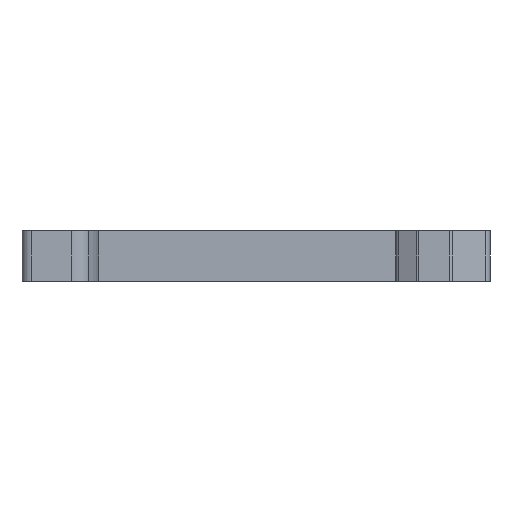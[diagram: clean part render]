
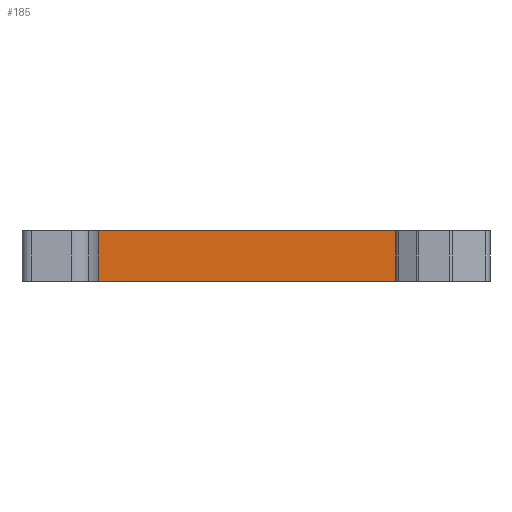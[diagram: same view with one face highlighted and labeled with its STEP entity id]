
A CAD part, front view. The second image highlights one B-rep face of the part: STEP entity #185.
In plain terms, the highlighted planar face has unit normal (0, -1, 0).
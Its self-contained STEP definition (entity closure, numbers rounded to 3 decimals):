
#119=PLANE('',#1746);
#185=ADVANCED_FACE('',(#297),#119,.T.);
#297=FACE_OUTER_BOUND('',#375,.T.);
#375=EDGE_LOOP('',(#1055,#1056,#1057,#1058));
#464=LINE('',#2400,#624);
#506=LINE('',#2535,#666);
#528=LINE('',#2600,#688);
#543=LINE('',#2635,#703);
#624=VECTOR('',#1931,1.);
#666=VECTOR('',#2063,1.);
#688=VECTOR('',#2119,1.);
#703=VECTOR('',#2144,1.);
#1055=ORIENTED_EDGE('',*,*,#1539,.F.);
#1056=ORIENTED_EDGE('',*,*,#1520,.T.);
#1057=ORIENTED_EDGE('',*,*,#1415,.T.);
#1058=ORIENTED_EDGE('',*,*,#1482,.F.);
#1245=VERTEX_POINT('',#2399);
#1246=VERTEX_POINT('',#2401);
#1293=VERTEX_POINT('',#2534);
#1320=VERTEX_POINT('',#2601);
#1415=EDGE_CURVE('',#1246,#1245,#464,.T.);
#1482=EDGE_CURVE('',#1293,#1245,#506,.T.);
#1520=EDGE_CURVE('',#1320,#1246,#528,.T.);
#1539=EDGE_CURVE('',#1320,#1293,#543,.T.);
#1746=AXIS2_PLACEMENT_3D('',#2636,#2145,#2146);
#1931=DIRECTION('',(0.,0.,-1.));
#2063=DIRECTION('',(-1.,0.,0.));
#2119=DIRECTION('',(-1.,0.,0.));
#2144=DIRECTION('',(0.,0.,-1.));
#2145=DIRECTION('',(0.,-1.,0.));
#2146=DIRECTION('',(0.,0.,-1.));
#2399=CARTESIAN_POINT('',(-14.9,-23.25,-5.2));
#2400=CARTESIAN_POINT('',(-14.9,-23.25,0.));
#2401=CARTESIAN_POINT('',(-14.9,-23.25,0.));
#2534=CARTESIAN_POINT('',(21.7,-23.25,-5.2));
#2535=CARTESIAN_POINT('',(21.7,-23.25,-5.2));
#2600=CARTESIAN_POINT('',(21.7,-23.25,0.));
#2601=CARTESIAN_POINT('',(21.7,-23.25,0.));
#2635=CARTESIAN_POINT('',(21.7,-23.25,0.));
#2636=CARTESIAN_POINT('',(21.7,-23.25,0.));
